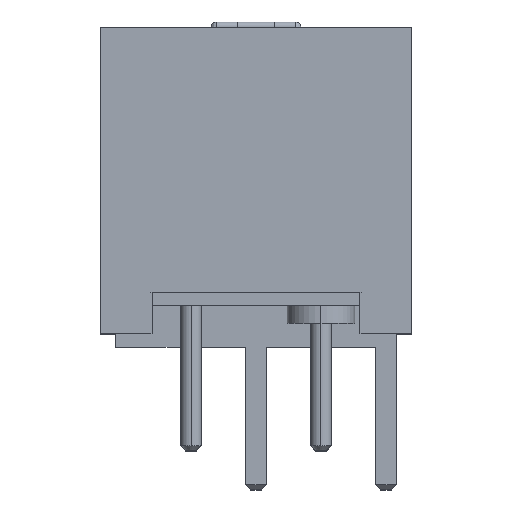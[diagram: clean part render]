
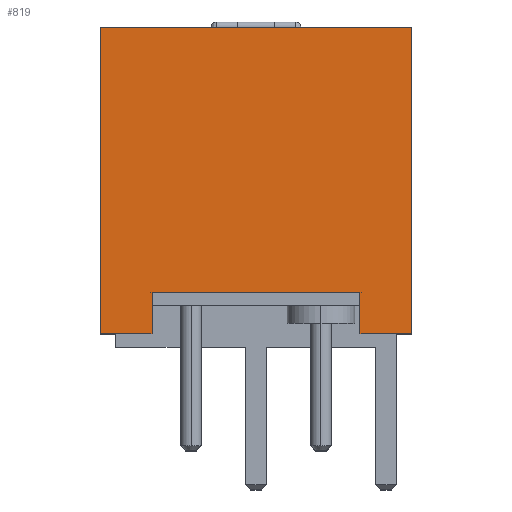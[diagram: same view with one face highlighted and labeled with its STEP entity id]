
A CAD part, top view. The second image highlights one B-rep face of the part: STEP entity #819.
In plain terms, the highlighted planar face has unit normal (0, 0, 1).
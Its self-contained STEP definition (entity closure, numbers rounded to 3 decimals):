
#62 = ORIENTED_EDGE ( 'NONE', *, *, #2051, .T. ) ;
#98 = LINE ( 'NONE', #3539, #3669 ) ;
#113 = ORIENTED_EDGE ( 'NONE', *, *, #964, .T. ) ;
#487 = EDGE_CURVE ( 'NONE', #548, #5892, #3677, .T. ) ;
#494 = DIRECTION ( 'NONE',  ( 0., 0., 1. ) ) ;
#511 = LINE ( 'NONE', #5452, #3682 ) ;
#521 = ORIENTED_EDGE ( 'NONE', *, *, #6456, .T. ) ;
#548 = VERTEX_POINT ( 'NONE', #4996 ) ;
#647 = LINE ( 'NONE', #5771, #4233 ) ;
#717 = CARTESIAN_POINT ( 'NONE',  ( 6., 4.1, 5.5 ) ) ;
#819 = ADVANCED_FACE ( 'NONE', ( #2766 ), #2500, .T. ) ;
#964 = EDGE_CURVE ( 'NONE', #2705, #2143, #647, .T. ) ;
#1014 = VERTEX_POINT ( 'NONE', #5212 ) ;
#1018 = DIRECTION ( 'NONE',  ( -1., 0., 0. ) ) ;
#1033 = CARTESIAN_POINT ( 'NONE',  ( -4., 5.428, 5.5 ) ) ;
#1129 = CARTESIAN_POINT ( 'NONE',  ( -4., 1., 5.5 ) ) ;
#1234 = LINE ( 'NONE', #6438, #5225 ) ;
#1267 = DIRECTION ( 'NONE',  ( 0., 1., 0. ) ) ;
#1319 = DIRECTION ( 'NONE',  ( 0., -1., 0. ) ) ;
#1351 = VERTEX_POINT ( 'NONE', #2544 ) ;
#1391 = LINE ( 'NONE', #5572, #6418 ) ;
#1489 = EDGE_CURVE ( 'NONE', #5892, #2705, #98, .T. ) ;
#1583 = CARTESIAN_POINT ( 'NONE',  ( 0., 4.1, 5.5 ) ) ;
#1623 = DIRECTION ( 'NONE',  ( 1., 0., 0. ) ) ;
#1895 = EDGE_CURVE ( 'NONE', #3723, #4843, #1234, .T. ) ;
#2051 = EDGE_CURVE ( 'NONE', #1351, #3723, #511, .T. ) ;
#2077 = ORIENTED_EDGE ( 'NONE', *, *, #1895, .T. ) ;
#2143 = VERTEX_POINT ( 'NONE', #5759 ) ;
#2254 = CARTESIAN_POINT ( 'NONE',  ( 0., 2.6, 5.5 ) ) ;
#2261 = EDGE_CURVE ( 'NONE', #548, #4843, #3600, .T. ) ;
#2487 = DIRECTION ( 'NONE',  ( 0., -1., 0. ) ) ;
#2500 = PLANE ( 'NONE',  #2808 ) ;
#2544 = CARTESIAN_POINT ( 'NONE',  ( -6., 12.8, 5.5 ) ) ;
#2705 = VERTEX_POINT ( 'NONE', #5051 ) ;
#2766 = FACE_OUTER_BOUND ( 'NONE', #4551, .T. ) ;
#2808 = AXIS2_PLACEMENT_3D ( 'NONE', #1583, #494, #6224 ) ;
#3539 = CARTESIAN_POINT ( 'NONE',  ( 4., 5.428, 5.5 ) ) ;
#3600 = LINE ( 'NONE', #1033, #6178 ) ;
#3669 = VECTOR ( 'NONE', #6110, 1000. ) ;
#3677 = LINE ( 'NONE', #2254, #6256 ) ;
#3682 = VECTOR ( 'NONE', #1319, 1000. ) ;
#3723 = VERTEX_POINT ( 'NONE', #3828 ) ;
#3740 = CARTESIAN_POINT ( 'NONE',  ( 4., 2.6, 5.5 ) ) ;
#3828 = CARTESIAN_POINT ( 'NONE',  ( -6., 1., 5.5 ) ) ;
#3897 = DIRECTION ( 'NONE',  ( 1., 0., 0. ) ) ;
#4207 = ORIENTED_EDGE ( 'NONE', *, *, #5466, .T. ) ;
#4218 = ORIENTED_EDGE ( 'NONE', *, *, #1489, .T. ) ;
#4233 = VECTOR ( 'NONE', #1623, 1000. ) ;
#4551 = EDGE_LOOP ( 'NONE', ( #5805, #5316, #4218, #113, #4207, #521, #62, #2077 ) ) ;
#4843 = VERTEX_POINT ( 'NONE', #1129 ) ;
#4996 = CARTESIAN_POINT ( 'NONE',  ( -4., 2.6, 5.5 ) ) ;
#5051 = CARTESIAN_POINT ( 'NONE',  ( 4., 1., 5.5 ) ) ;
#5066 = LINE ( 'NONE', #717, #6101 ) ;
#5212 = CARTESIAN_POINT ( 'NONE',  ( 6., 12.8, 5.5 ) ) ;
#5225 = VECTOR ( 'NONE', #3897, 1000. ) ;
#5316 = ORIENTED_EDGE ( 'NONE', *, *, #487, .T. ) ;
#5452 = CARTESIAN_POINT ( 'NONE',  ( -6., 4.1, 5.5 ) ) ;
#5466 = EDGE_CURVE ( 'NONE', #2143, #1014, #5066, .T. ) ;
#5572 = CARTESIAN_POINT ( 'NONE',  ( 0., 12.8, 5.5 ) ) ;
#5759 = CARTESIAN_POINT ( 'NONE',  ( 6., 1., 5.5 ) ) ;
#5771 = CARTESIAN_POINT ( 'NONE',  ( 0., 1., 5.5 ) ) ;
#5805 = ORIENTED_EDGE ( 'NONE', *, *, #2261, .F. ) ;
#5879 = DIRECTION ( 'NONE',  ( 1., 0., 0. ) ) ;
#5892 = VERTEX_POINT ( 'NONE', #3740 ) ;
#6101 = VECTOR ( 'NONE', #1267, 1000. ) ;
#6110 = DIRECTION ( 'NONE',  ( 0., -1., 0. ) ) ;
#6178 = VECTOR ( 'NONE', #2487, 1000. ) ;
#6224 = DIRECTION ( 'NONE',  ( 1., 0., 0. ) ) ;
#6256 = VECTOR ( 'NONE', #5879, 1000. ) ;
#6418 = VECTOR ( 'NONE', #1018, 1000. ) ;
#6438 = CARTESIAN_POINT ( 'NONE',  ( 0., 1., 5.5 ) ) ;
#6456 = EDGE_CURVE ( 'NONE', #1014, #1351, #1391, .T. ) ;
